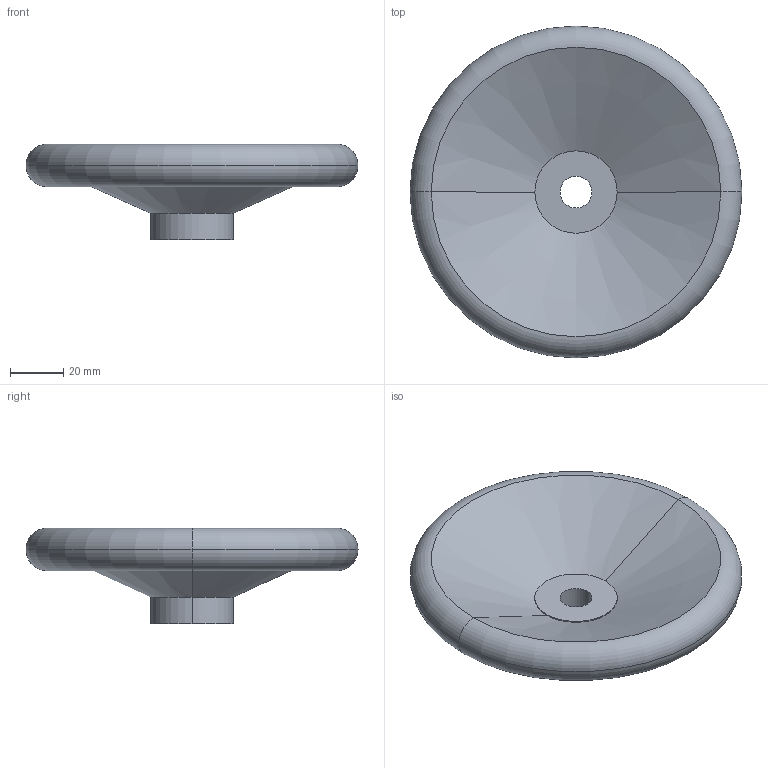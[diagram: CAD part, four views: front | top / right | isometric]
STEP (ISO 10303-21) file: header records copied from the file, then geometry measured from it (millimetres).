
FILE_DESCRIPTION(('STEP AP214'),'1');
FILE_NAME('HALDERN_EH_24570_0110.stp','2017-05-09T08:37:22',('TraceParts'),('TraceParts S.A.'),'Spatial InterOp 3D',' ',' ');
FILE_SCHEMA(('automotive_design'));
Length unit declared in the file: millimetre
Products named in the file (1): HALDERN_EH_24570_0110
Bounding box: 125 x 125 x 36 mm (x, y, z)
Volume: 120594.4 mm3; surface area: 32758.3 mm2
Topology: 1 solids, 1 shells, 21 faces, 42 edges, 24 vertices
Faces by surface type: cylinder 8, torus 6, cone 4, plane 3
Entity records: 746 total; most frequent: DIRECTION 116, CARTESIAN_POINT 88, ORIENTED_EDGE 84, AXIS2_PLACEMENT_3D 52, EDGE_CURVE 42, CIRCLE 30, EDGE_LOOP 24, VERTEX_POINT 24
